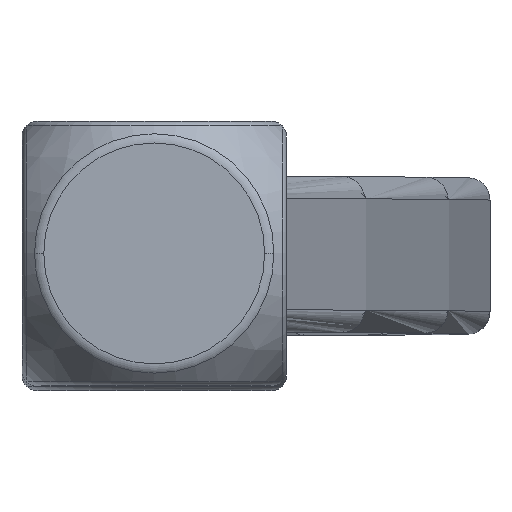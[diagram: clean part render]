
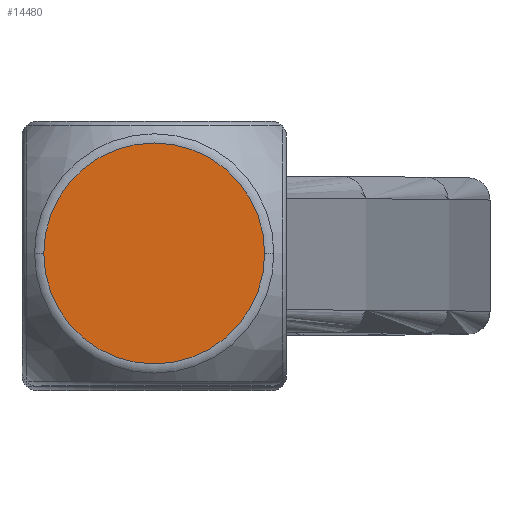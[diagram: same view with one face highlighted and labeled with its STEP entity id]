
A CAD part, top view. The second image highlights one B-rep face of the part: STEP entity #14480.
In plain terms, the highlighted planar face has unit normal (0, 0, 1).
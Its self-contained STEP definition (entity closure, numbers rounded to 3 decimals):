
#12640=CARTESIAN_POINT('',(8.969,5.,4.75));
#12650=VERTEX_POINT('',#12640);
#12680=CARTESIAN_POINT('',(5.,5.,4.75));
#12690=DIRECTION('',(0.,0.,1.));
#12700=DIRECTION('',(1.,0.,0.));
#12710=AXIS2_PLACEMENT_3D('',#12680,#12690,#12700);
#12720=CIRCLE('',#12710,3.969);
#12730=CARTESIAN_POINT('',(1.031,5.,4.75));
#12740=VERTEX_POINT('',#12730);
#12750=EDGE_CURVE('',#12650,#12740,#12720,.T.);
#14080=EDGE_CURVE('',#12740,#12650,#12720,.T.);
#14390=CARTESIAN_POINT('',(0.,0.,4.75));
#14400=DIRECTION('',(0.,0.,1.));
#14410=DIRECTION('',(1.,0.,0.));
#14420=AXIS2_PLACEMENT_3D('',#14390,#14400,#14410);
#14430=PLANE('',#14420);
#14440=ORIENTED_EDGE('',*,*,#14080,.T.);
#14450=ORIENTED_EDGE('',*,*,#12750,.T.);
#14460=EDGE_LOOP('',(#14450,#14440));
#14470=FACE_OUTER_BOUND('',#14460,.T.);
#14480=ADVANCED_FACE('',(#14470),#14430,.T.);
